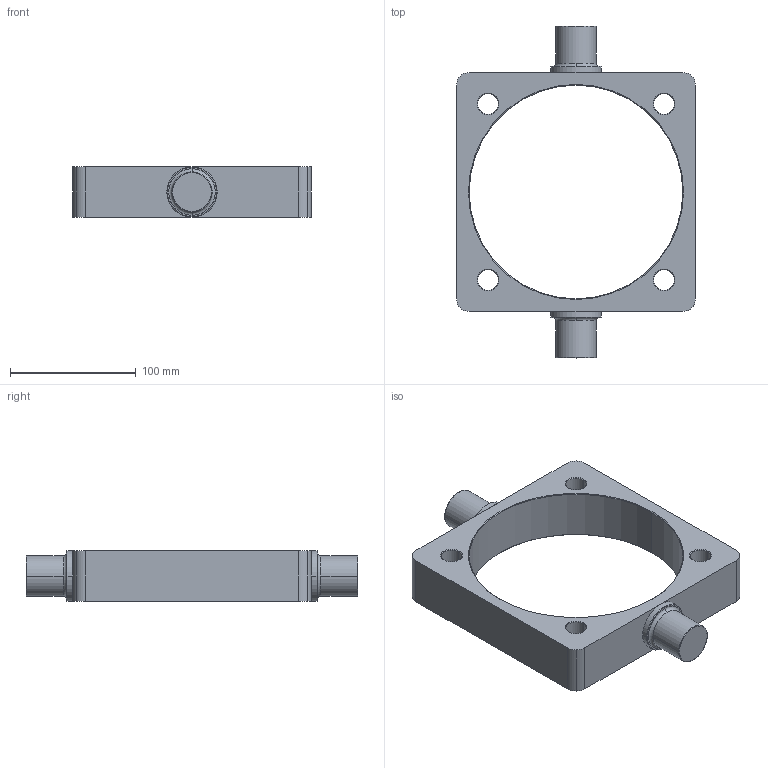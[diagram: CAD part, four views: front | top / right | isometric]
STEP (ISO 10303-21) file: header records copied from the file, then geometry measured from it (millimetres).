
FILE_DESCRIPTION (( 'STEP AP214' ), '1' );
FILE_NAME ('RD301019.STEP', '2019-05-07T15:19:49', ( '' ), ( '' ), 'SwSTEP 2.0', 'SolidWorks 2019', '' );
FILE_SCHEMA (( 'AUTOMOTIVE_DESIGN' ));
Length unit declared in the file: millimetre
Products named in the file (1): RD301019
Bounding box: 190 x 264 x 40 mm (x, y, z)
Volume: 563570.3 mm3; surface area: 91171.1 mm2
Topology: 1 solids, 1 shells, 70 faces, 174 edges, 108 vertices
Faces by surface type: cylinder 26, cone 20, torus 12, plane 12
Entity records: 2172 total; most frequent: DIRECTION 428, CARTESIAN_POINT 353, ORIENTED_EDGE 348, AXIS2_PLACEMENT_3D 183, EDGE_CURVE 174, CIRCLE 112, VERTEX_POINT 108, EDGE_LOOP 82
